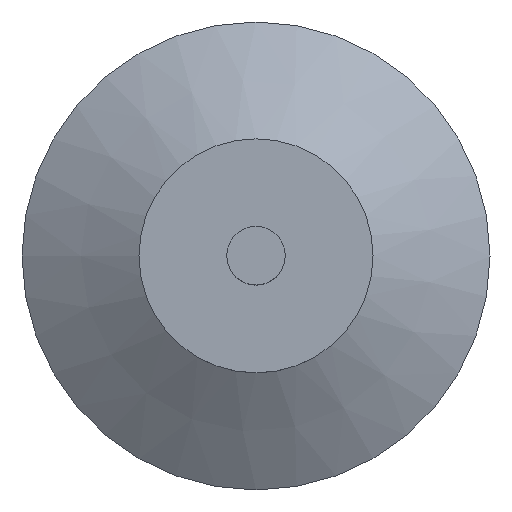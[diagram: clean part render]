
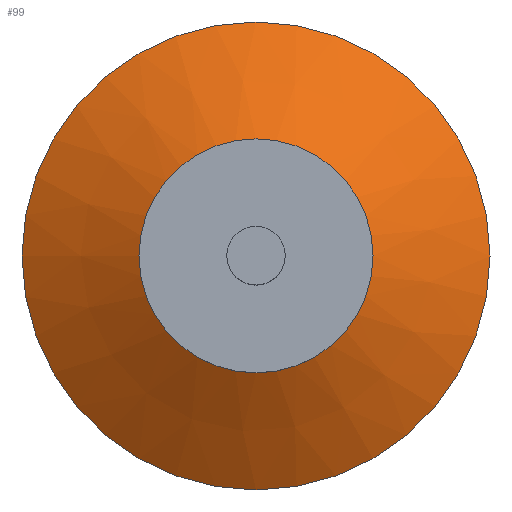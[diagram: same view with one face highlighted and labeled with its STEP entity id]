
A CAD part, top view. The second image highlights one B-rep face of the part: STEP entity #99.
In plain terms, the highlighted conical face has half-angle 58.979 degrees and reference radius 149.979 mm.
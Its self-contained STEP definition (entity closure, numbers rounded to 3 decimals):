
#16=CONICAL_SURFACE('',#127,149.979,1.029);
#27=FACE_OUTER_BOUND('',#35,.T.);
#35=EDGE_LOOP('',(#86,#87,#88,#89,#90));
#39=LINE('',#187,#43);
#43=VECTOR('',#161,149.979);
#47=CIRCLE('',#120,100.);
#48=CIRCLE('',#121,100.);
#50=CIRCLE('',#126,199.958);
#54=VERTEX_POINT('',#173);
#55=VERTEX_POINT('',#175);
#57=VERTEX_POINT('',#183);
#63=EDGE_CURVE('',#54,#55,#47,.T.);
#64=EDGE_CURVE('',#55,#54,#48,.T.);
#67=EDGE_CURVE('',#57,#57,#50,.T.);
#68=EDGE_CURVE('',#55,#57,#39,.T.);
#86=ORIENTED_EDGE('',*,*,#63,.F.);
#87=ORIENTED_EDGE('',*,*,#64,.F.);
#88=ORIENTED_EDGE('',*,*,#68,.T.);
#89=ORIENTED_EDGE('',*,*,#67,.T.);
#90=ORIENTED_EDGE('',*,*,#68,.F.);
#99=ADVANCED_FACE('',(#27),#16,.T.);
#120=AXIS2_PLACEMENT_3D('',#176,#144,#145);
#121=AXIS2_PLACEMENT_3D('',#177,#146,#147);
#126=AXIS2_PLACEMENT_3D('',#185,#157,#158);
#127=AXIS2_PLACEMENT_3D('',#186,#159,#160);
#144=DIRECTION('center_axis',(0.,0.,1.));
#145=DIRECTION('ref_axis',(1.,0.,0.));
#146=DIRECTION('center_axis',(0.,0.,1.));
#147=DIRECTION('ref_axis',(1.,0.,0.));
#157=DIRECTION('center_axis',(0.,0.,1.));
#158=DIRECTION('ref_axis',(1.,0.,0.));
#159=DIRECTION('center_axis',(0.,0.,-1.));
#160=DIRECTION('ref_axis',(1.,0.,0.));
#161=DIRECTION('',(-0.857,0.,-0.515));
#173=CARTESIAN_POINT('',(100.,0.,56.));
#175=CARTESIAN_POINT('',(-100.,0.,56.));
#176=CARTESIAN_POINT('Origin',(0.,0.,56.));
#177=CARTESIAN_POINT('Origin',(0.,0.,56.));
#183=CARTESIAN_POINT('',(-199.958,0.,-4.11));
#185=CARTESIAN_POINT('Origin',(0.,0.,-4.11));
#186=CARTESIAN_POINT('Origin',(0.,0.,25.945));
#187=CARTESIAN_POINT('',(-149.979,0.,25.945));
